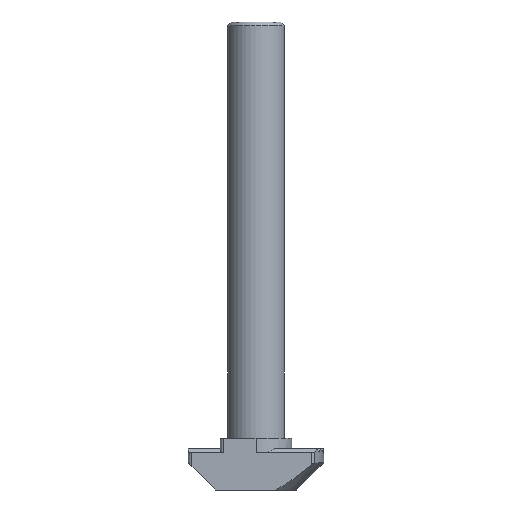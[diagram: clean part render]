
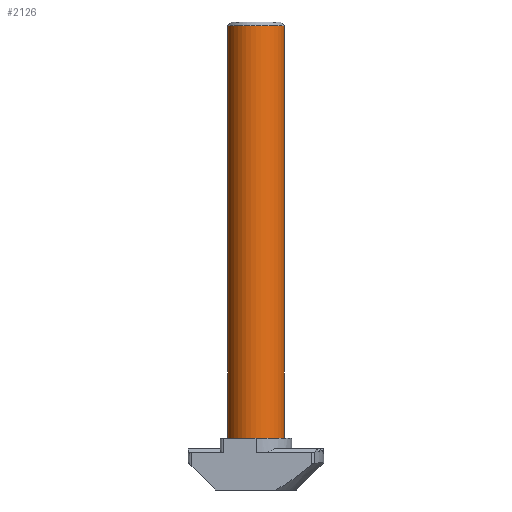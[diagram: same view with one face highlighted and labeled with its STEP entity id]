
A CAD part, front view. The second image highlights one B-rep face of the part: STEP entity #2126.
In plain terms, the highlighted cylindrical face has radius 4 mm (diameter 8 mm), a partial arc.
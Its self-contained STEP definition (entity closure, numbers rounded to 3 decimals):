
#129 = EDGE_CURVE ( 'NONE', #2118, #1538, #1815, .T. ) ;
#148 = ORIENTED_EDGE ( 'NONE', *, *, #129, .T. ) ;
#176 = VERTEX_POINT ( 'NONE', #904 ) ;
#327 = CIRCLE ( 'NONE', #1971, 4. ) ;
#412 = EDGE_CURVE ( 'NONE', #176, #2214, #1382, .T. ) ;
#605 = ORIENTED_EDGE ( 'NONE', *, *, #412, .F. ) ;
#661 = EDGE_LOOP ( 'NONE', ( #605, #709, #148, #2250 ) ) ;
#674 = CARTESIAN_POINT ( 'NONE',  ( 0., 0., -1.509 ) ) ;
#693 = DIRECTION ( 'NONE',  ( -1., 0., 0. ) ) ;
#703 = CARTESIAN_POINT ( 'NONE',  ( -4., 0., 65.307 ) ) ;
#709 = ORIENTED_EDGE ( 'NONE', *, *, #891, .T. ) ;
#768 = EDGE_CURVE ( 'NONE', #1538, #2214, #327, .T. ) ;
#806 = CYLINDRICAL_SURFACE ( 'NONE', #1590, 4. ) ;
#875 = DIRECTION ( 'NONE',  ( 0., 0., -1. ) ) ;
#891 = EDGE_CURVE ( 'NONE', #176, #2118, #1915, .T. ) ;
#904 = CARTESIAN_POINT ( 'NONE',  ( 4., 0., 65.307 ) ) ;
#1382 = LINE ( 'NONE', #2409, #1756 ) ;
#1461 = CARTESIAN_POINT ( 'NONE',  ( -4., 0., -1.509 ) ) ;
#1480 = DIRECTION ( 'NONE',  ( 0., 0., -1. ) ) ;
#1538 = VERTEX_POINT ( 'NONE', #1652 ) ;
#1590 = AXIS2_PLACEMENT_3D ( 'NONE', #674, #875, #693 ) ;
#1652 = CARTESIAN_POINT ( 'NONE',  ( -4., 0., 7.3 ) ) ;
#1699 = AXIS2_PLACEMENT_3D ( 'NONE', #1797, #1789, #1777 ) ;
#1700 = DIRECTION ( 'NONE',  ( -1., 0., 0. ) ) ;
#1702 = VECTOR ( 'NONE', #1480, 1000. ) ;
#1738 = DIRECTION ( 'NONE',  ( 0., 0., 1. ) ) ;
#1756 = VECTOR ( 'NONE', #2326, 1000. ) ;
#1777 = DIRECTION ( 'NONE',  ( -1., 0., 0. ) ) ;
#1789 = DIRECTION ( 'NONE',  ( 0., 0., -1. ) ) ;
#1797 = CARTESIAN_POINT ( 'NONE',  ( 0., 0., 65.307 ) ) ;
#1808 = CARTESIAN_POINT ( 'NONE',  ( 0., 0., 7.3 ) ) ;
#1815 = LINE ( 'NONE', #1461, #1702 ) ;
#1915 = CIRCLE ( 'NONE', #1699, 4. ) ;
#1971 = AXIS2_PLACEMENT_3D ( 'NONE', #1808, #1738, #1700 ) ;
#2118 = VERTEX_POINT ( 'NONE', #703 ) ;
#2126 = ADVANCED_FACE ( 'NONE', ( #2314 ), #806, .T. ) ;
#2214 = VERTEX_POINT ( 'NONE', #2454 ) ;
#2250 = ORIENTED_EDGE ( 'NONE', *, *, #768, .T. ) ;
#2314 = FACE_OUTER_BOUND ( 'NONE', #661, .T. ) ;
#2326 = DIRECTION ( 'NONE',  ( 0., 0., -1. ) ) ;
#2409 = CARTESIAN_POINT ( 'NONE',  ( 4., 0., -1.509 ) ) ;
#2454 = CARTESIAN_POINT ( 'NONE',  ( 4., 0., 7.3 ) ) ;
